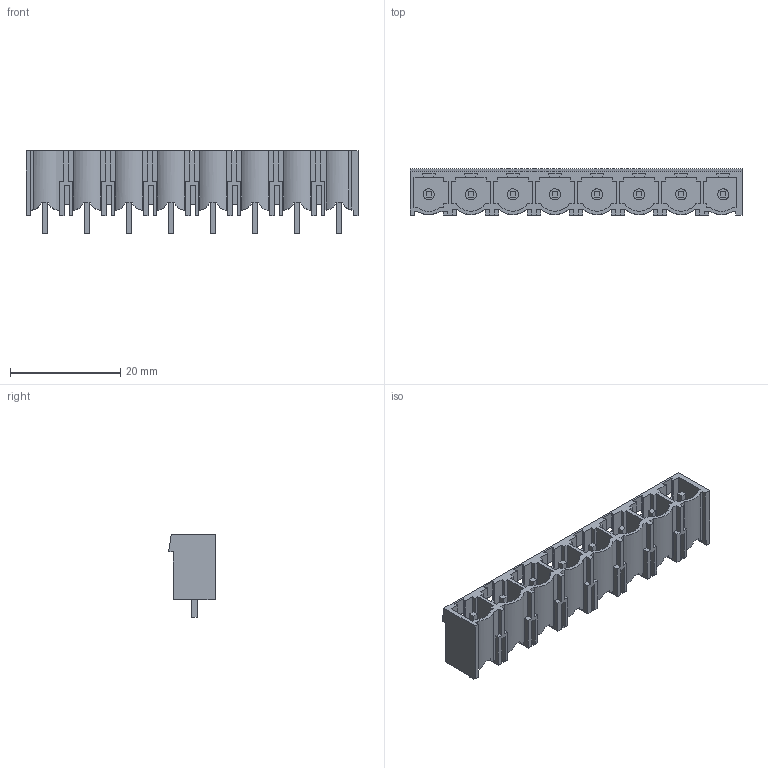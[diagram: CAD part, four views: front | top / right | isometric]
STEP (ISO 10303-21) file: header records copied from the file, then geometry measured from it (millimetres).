
FILE_DESCRIPTION(('CATIA V5 STEP Exchange','CAx-IF Rec.Pracs.--- Model Styling and Organization---1.4--- 2014-01-23'),'2;1');
FILE_NAME ('D1447757_2_1049000000_1049000000.stp','2021-05-20T12:40:41+00:00',('none'),('Weidmueller'),'CATIA Version 5-6 Release 2016 SP3 HF44','CATIA V5 STEP AP214','none');
FILE_SCHEMA(('AUTOMOTIVE_DESIGN { 1 0 10303 214 1 1 1 1 }'));
Length unit declared in the file: millimetre
Products named in the file (1): 1049000000
Bounding box: 60.14 x 8.4 x 14.95 mm (x, y, z)
Volume: 2172.2 mm3; surface area: 5328.4 mm2
Topology: 9 solids, 9 shells, 396 faces, 1135 edges, 757 vertices
Faces by surface type: plane 336, cylinder 60
Entity records: 12208 total; most frequent: CARTESIAN_POINT 2472, ORIENTED_EDGE 2270, DIRECTION 1580, EDGE_CURVE 1135, VECTOR 998, LINE 998, VERTEX_POINT 757, EDGE_LOOP 412
